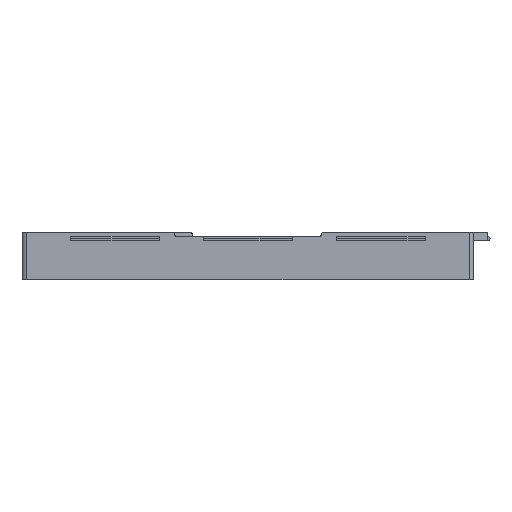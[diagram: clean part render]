
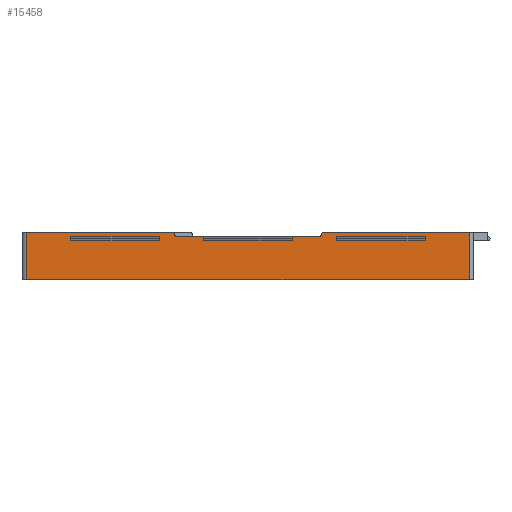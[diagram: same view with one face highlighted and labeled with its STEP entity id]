
A CAD part, left-side view. The second image highlights one B-rep face of the part: STEP entity #15458.
In plain terms, the highlighted free-form (B-spline) face has degree [1, 1] with [2, 2] control points.
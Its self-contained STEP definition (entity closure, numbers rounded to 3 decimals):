
#15373=CARTESIAN_POINT('',(-100.502,35.307,0.));
#15374=CARTESIAN_POINT('',(-100.502,35.307,10.8));
#15375=CARTESIAN_POINT('',(-100.502,-64.693,0.));
#15376=CARTESIAN_POINT('',(-100.502,-64.693,10.8));
#15377=B_SPLINE_SURFACE_WITH_KNOTS('',1,1,((#15373,#15374),(#15375,#15376)),.PLANE_SURF.,.F.,.F.,.U.,(2,2),(2,2),(0.01,0.99),(0.,0.54),.UNSPECIFIED.);
#15378=CARTESIAN_POINT('',(-100.502,35.307,0.));
#15379=VERTEX_POINT('',#15378);
#15380=CARTESIAN_POINT('',(-100.502,-64.693,0.));
#15381=VERTEX_POINT('',#15380);
#15382=CARTESIAN_POINT('',(-100.502,35.307,0.));
#15383=CARTESIAN_POINT('',(-100.502,-64.693,0.));
#15384=B_SPLINE_CURVE_WITH_KNOTS('',1,(#15382,#15383),.POLYLINE_FORM.,.F.,.U.,(2,2),(0.01,0.99),.UNSPECIFIED.);
#15385=EDGE_CURVE('',#15379,#15381,#15384,.T.);
#15386=ORIENTED_EDGE('',*,*,#15385,.T.);
#15387=CARTESIAN_POINT('',(-100.502,-64.693,10.8));
#15388=VERTEX_POINT('',#15387);
#15389=CARTESIAN_POINT('',(-100.502,-64.693,0.));
#15390=CARTESIAN_POINT('',(-100.502,-64.693,10.8));
#15391=B_SPLINE_CURVE_WITH_KNOTS('',1,(#15389,#15390),.POLYLINE_FORM.,.F.,.U.,(2,2),(0.,1.),.UNSPECIFIED.);
#15392=EDGE_CURVE('',#15381,#15388,#15391,.T.);
#15393=ORIENTED_EDGE('',*,*,#15392,.T.);
#15394=CARTESIAN_POINT('',(-100.502,-31.806,10.8));
#15395=VERTEX_POINT('',#15394);
#15396=CARTESIAN_POINT('',(-100.502,-31.806,10.8));
#15397=CARTESIAN_POINT('',(-100.502,-64.693,10.8));
#15398=B_SPLINE_CURVE_WITH_KNOTS('',1,(#15396,#15397),.POLYLINE_FORM.,.F.,.U.,(2,2),(0.671,1.),.UNSPECIFIED.);
#15399=EDGE_CURVE('',#15395,#15388,#15398,.T.);
#15400=ORIENTED_EDGE('',*,*,#15399,.F.);
#15401=CARTESIAN_POINT('',(-100.502,-31.306,10.3));
#15402=VERTEX_POINT('',#15401);
#15403=CARTESIAN_POINT('',(-100.502,-31.806,10.8));
#15404=CARTESIAN_POINT('',(-100.502,-31.529,10.8));
#15405=CARTESIAN_POINT('',(-100.502,-31.306,10.576));
#15406=CARTESIAN_POINT('',(-100.502,-31.306,10.3));
#15407=B_SPLINE_CURVE_WITH_KNOTS('',3,(#15403,#15404,#15405,#15406),.UNSPECIFIED.,.F.,.U.,(4,4),(0.,1.),.UNSPECIFIED.);
#15408=EDGE_CURVE('',#15395,#15402,#15407,.T.);
#15409=ORIENTED_EDGE('',*,*,#15408,.T.);
#15410=CARTESIAN_POINT('',(-100.502,-30.805,9.8));
#15411=VERTEX_POINT('',#15410);
#15412=CARTESIAN_POINT('',(-100.502,-30.805,9.8));
#15413=CARTESIAN_POINT('',(-100.502,-31.082,9.8));
#15414=CARTESIAN_POINT('',(-100.502,-31.306,10.024));
#15415=CARTESIAN_POINT('',(-100.502,-31.306,10.3));
#15416=B_SPLINE_CURVE_WITH_KNOTS('',3,(#15412,#15413,#15414,#15415),.UNSPECIFIED.,.F.,.U.,(4,4),(0.,1.),.UNSPECIFIED.);
#15417=EDGE_CURVE('',#15411,#15402,#15416,.T.);
#15418=ORIENTED_EDGE('',*,*,#15417,.F.);
#15419=CARTESIAN_POINT('',(-100.502,1.418,9.8));
#15420=VERTEX_POINT('',#15419);
#15421=CARTESIAN_POINT('',(-100.502,1.418,9.8));
#15422=CARTESIAN_POINT('',(-100.502,-30.805,9.8));
#15423=B_SPLINE_CURVE_WITH_KNOTS('',1,(#15421,#15422),.POLYLINE_FORM.,.F.,.U.,(2,2),(0.392,0.569),.UNSPECIFIED.);
#15424=EDGE_CURVE('',#15420,#15411,#15423,.T.);
#15425=ORIENTED_EDGE('',*,*,#15424,.F.);
#15426=CARTESIAN_POINT('',(-100.502,1.919,10.3));
#15427=VERTEX_POINT('',#15426);
#15428=CARTESIAN_POINT('',(-100.502,1.418,9.8));
#15429=CARTESIAN_POINT('',(-100.502,1.695,9.8));
#15430=CARTESIAN_POINT('',(-100.502,1.919,10.024));
#15431=CARTESIAN_POINT('',(-100.502,1.919,10.3));
#15432=B_SPLINE_CURVE_WITH_KNOTS('',3,(#15428,#15429,#15430,#15431),.UNSPECIFIED.,.F.,.U.,(4,4),(0.,1.),.UNSPECIFIED.);
#15433=EDGE_CURVE('',#15420,#15427,#15432,.T.);
#15434=ORIENTED_EDGE('',*,*,#15433,.T.);
#15435=CARTESIAN_POINT('',(-100.502,2.419,10.8));
#15436=VERTEX_POINT('',#15435);
#15437=CARTESIAN_POINT('',(-100.502,2.419,10.8));
#15438=CARTESIAN_POINT('',(-100.502,2.142,10.8));
#15439=CARTESIAN_POINT('',(-100.502,1.919,10.576));
#15440=CARTESIAN_POINT('',(-100.502,1.919,10.3));
#15441=B_SPLINE_CURVE_WITH_KNOTS('',3,(#15437,#15438,#15439,#15440),.UNSPECIFIED.,.F.,.U.,(4,4),(0.,1.),.UNSPECIFIED.);
#15442=EDGE_CURVE('',#15436,#15427,#15441,.T.);
#15443=ORIENTED_EDGE('',*,*,#15442,.F.);
#15444=CARTESIAN_POINT('',(-100.502,35.307,10.8));
#15445=VERTEX_POINT('',#15444);
#15446=CARTESIAN_POINT('',(-100.502,35.307,10.8));
#15447=CARTESIAN_POINT('',(-100.502,2.419,10.8));
#15448=B_SPLINE_CURVE_WITH_KNOTS('',1,(#15446,#15447),.POLYLINE_FORM.,.F.,.U.,(2,2),(0.,0.329),.UNSPECIFIED.);
#15449=EDGE_CURVE('',#15445,#15436,#15448,.T.);
#15450=ORIENTED_EDGE('',*,*,#15449,.F.);
#15451=CARTESIAN_POINT('',(-100.502,35.307,0.));
#15452=CARTESIAN_POINT('',(-100.502,35.307,10.8));
#15453=B_SPLINE_CURVE_WITH_KNOTS('',1,(#15451,#15452),.POLYLINE_FORM.,.F.,.U.,(2,2),(0.,1.),.UNSPECIFIED.);
#15454=EDGE_CURVE('',#15379,#15445,#15453,.T.);
#15455=ORIENTED_EDGE('',*,*,#15454,.F.);
#15456=EDGE_LOOP('',(#15386,#15393,#15400,#15409,#15418,#15425,#15434,#15443,#15450,#15455));
#15457=FACE_OUTER_BOUND('',#15456,.T.);
#15458=ADVANCED_FACE('',(#15457),#15377,.T.);
